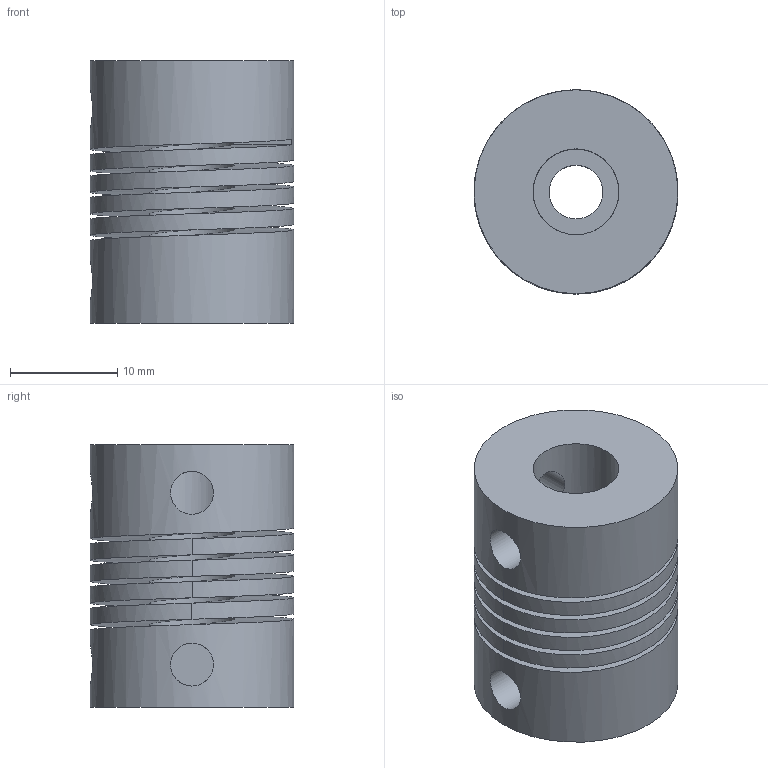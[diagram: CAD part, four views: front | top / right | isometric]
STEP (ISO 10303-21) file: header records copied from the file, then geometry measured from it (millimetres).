
FILE_DESCRIPTION(/* description */ (''),/* implementation_level */ '2;1');
FILE_NAME(/* name */ 'Flexible coupler 5mm to 8mm v1.step',/* time_stamp */ '2024-03-11T22:16:17+01:00',/* author */ (''),/* organization */ (''),/* preprocessor_version */ 'ST-DEVELOPER v20',/* originating_system */ 'Autodesk Translation Framework v12.20.1.177',/* authorisation */ '');
FILE_SCHEMA (('AUTOMOTIVE_DESIGN { 1 0 10303 214 3 1 1 }'));
Length unit declared in the file: metre
Products named in the file (1): Flexible coupler 5mm to 8mm
Bounding box: 19 x 19 x 24.5 mm (x, y, z)
Volume: 5034.5 mm3; surface area: 4903.7 mm2
Topology: 1 solids, 1 shells, 24 faces, 78 edges, 54 vertices
Faces by surface type: cylinder 15, plane 7, bspline 2
Full cylindrical faces by diameter (mm): 4 x4, 5 x1, 8 x5, 19 x5
Entity records: 2396 total; most frequent: CARTESIAN_POINT 1729, ORIENTED_EDGE 156, DIRECTION 90, EDGE_CURVE 78, VERTEX_POINT 54, B_SPLINE_CURVE_WITH_KNOTS 42, AXIS2_PLACEMENT_3D 31, EDGE_LOOP 30
